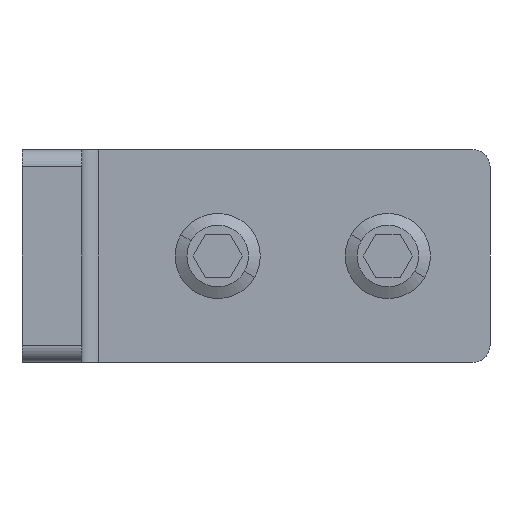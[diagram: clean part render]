
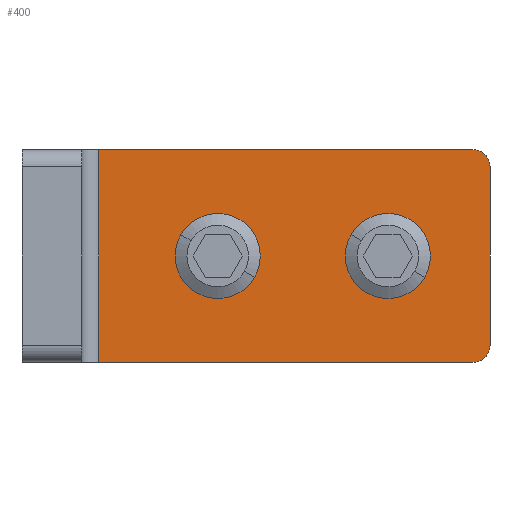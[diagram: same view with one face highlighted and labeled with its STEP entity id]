
A CAD part, left-side view. The second image highlights one B-rep face of the part: STEP entity #400.
In plain terms, the highlighted planar face has unit normal (-1, 0, 0).
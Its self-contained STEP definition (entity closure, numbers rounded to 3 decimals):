
#27 = ORIENTED_EDGE ( 'NONE', *, *, #2284, .F. ) ;
#71 = EDGE_LOOP ( 'NONE', ( #2378, #932 ) ) ;
#175 = CIRCLE ( 'NONE', #1953, 4.25 ) ;
#199 = VERTEX_POINT ( 'NONE', #2769 ) ;
#201 = EDGE_CURVE ( 'NONE', #2189, #199, #1658, .T. ) ;
#220 = DIRECTION ( 'NONE',  ( 0., -1., 0. ) ) ;
#319 = CARTESIAN_POINT ( 'NONE',  ( -40., 12., 12.5 ) ) ;
#399 = CARTESIAN_POINT ( 'NONE',  ( -40., 46., 0. ) ) ;
#400 = ADVANCED_FACE ( 'NONE', ( #1623, #2136, #1835 ), #1080, .F. ) ;
#409 = AXIS2_PLACEMENT_3D ( 'NONE', #2841, #2583, #864 ) ;
#414 = VECTOR ( 'NONE', #220, 1000. ) ;
#496 = VECTOR ( 'NONE', #1682, 1000. ) ;
#505 = CARTESIAN_POINT ( 'NONE',  ( -40., 2., 0. ) ) ;
#527 = EDGE_CURVE ( 'NONE', #1981, #1551, #1435, .T. ) ;
#593 = DIRECTION ( 'NONE',  ( -1., 0., 0. ) ) ;
#658 = AXIS2_PLACEMENT_3D ( 'NONE', #1878, #2886, #1634 ) ;
#676 = AXIS2_PLACEMENT_3D ( 'NONE', #812, #2289, #2238 ) ;
#681 = AXIS2_PLACEMENT_3D ( 'NONE', #1108, #593, #2102 ) ;
#692 = AXIS2_PLACEMENT_3D ( 'NONE', #2657, #1410, #3142 ) ;
#729 = CARTESIAN_POINT ( 'NONE',  ( -40., 0., 2. ) ) ;
#739 = CARTESIAN_POINT ( 'NONE',  ( -40., 0., 23. ) ) ;
#812 = CARTESIAN_POINT ( 'NONE',  ( -40., 2., 23. ) ) ;
#863 = EDGE_CURVE ( 'NONE', #2838, #1914, #2615, .T. ) ;
#864 = DIRECTION ( 'NONE',  ( 0., 1., 0. ) ) ;
#869 = DIRECTION ( 'NONE',  ( 0., 0., 1. ) ) ;
#907 = EDGE_LOOP ( 'NONE', ( #1196, #2300, #1360, #2639, #2686, #2902 ) ) ;
#908 = VECTOR ( 'NONE', #1716, 1000. ) ;
#932 = ORIENTED_EDGE ( 'NONE', *, *, #3095, .F. ) ;
#982 = LINE ( 'NONE', #3213, #496 ) ;
#1080 = PLANE ( 'NONE',  #409 ) ;
#1108 = CARTESIAN_POINT ( 'NONE',  ( -40., 12., 12.5 ) ) ;
#1162 = CARTESIAN_POINT ( 'NONE',  ( -40., 46., 0. ) ) ;
#1196 = ORIENTED_EDGE ( 'NONE', *, *, #1831, .F. ) ;
#1278 = EDGE_CURVE ( 'NONE', #1981, #199, #1779, .T. ) ;
#1312 = DIRECTION ( 'NONE',  ( 0., 0., 1. ) ) ;
#1360 = ORIENTED_EDGE ( 'NONE', *, *, #1278, .F. ) ;
#1410 = DIRECTION ( 'NONE',  ( -1., 0., 0. ) ) ;
#1435 = LINE ( 'NONE', #399, #1924 ) ;
#1551 = VERTEX_POINT ( 'NONE', #1162 ) ;
#1623 = FACE_BOUND ( 'NONE', #2713, .T. ) ;
#1629 = CARTESIAN_POINT ( 'NONE',  ( -40., 32., 12.5 ) ) ;
#1634 = DIRECTION ( 'NONE',  ( 0., 1., 0. ) ) ;
#1641 = CIRCLE ( 'NONE', #658, 2. ) ;
#1658 = CIRCLE ( 'NONE', #676, 2. ) ;
#1679 = EDGE_CURVE ( 'NONE', #2881, #2312, #2098, .T. ) ;
#1682 = DIRECTION ( 'NONE',  ( 0., -1., 0. ) ) ;
#1716 = DIRECTION ( 'NONE',  ( 0., 0., -1. ) ) ;
#1779 = LINE ( 'NONE', #1996, #414 ) ;
#1827 = DIRECTION ( 'NONE',  ( -1., 0., 0. ) ) ;
#1831 = EDGE_CURVE ( 'NONE', #2189, #2561, #3014, .T. ) ;
#1835 = FACE_OUTER_BOUND ( 'NONE', #907, .T. ) ;
#1878 = CARTESIAN_POINT ( 'NONE',  ( -40., 2., 2. ) ) ;
#1914 = VERTEX_POINT ( 'NONE', #3037 ) ;
#1924 = VECTOR ( 'NONE', #2476, 1000. ) ;
#1930 = AXIS2_PLACEMENT_3D ( 'NONE', #1629, #1827, #869 ) ;
#1953 = AXIS2_PLACEMENT_3D ( 'NONE', #319, #3222, #1312 ) ;
#1981 = VERTEX_POINT ( 'NONE', #2092 ) ;
#1996 = CARTESIAN_POINT ( 'NONE',  ( -40., 48., 25. ) ) ;
#2009 = CARTESIAN_POINT ( 'NONE',  ( -40., 0., 25. ) ) ;
#2092 = CARTESIAN_POINT ( 'NONE',  ( -40., 46., 25. ) ) ;
#2098 = CIRCLE ( 'NONE', #692, 4.25 ) ;
#2102 = DIRECTION ( 'NONE',  ( 0., 0., 1. ) ) ;
#2136 = FACE_BOUND ( 'NONE', #71, .T. ) ;
#2189 = VERTEX_POINT ( 'NONE', #739 ) ;
#2238 = DIRECTION ( 'NONE',  ( 0., 1., 0. ) ) ;
#2257 = CARTESIAN_POINT ( 'NONE',  ( -40., 32., 16.75 ) ) ;
#2284 = EDGE_CURVE ( 'NONE', #1914, #2838, #175, .T. ) ;
#2289 = DIRECTION ( 'NONE',  ( -1., 0., 0. ) ) ;
#2300 = ORIENTED_EDGE ( 'NONE', *, *, #201, .T. ) ;
#2312 = VERTEX_POINT ( 'NONE', #3207 ) ;
#2378 = ORIENTED_EDGE ( 'NONE', *, *, #1679, .F. ) ;
#2476 = DIRECTION ( 'NONE',  ( 0., 0., -1. ) ) ;
#2520 = EDGE_CURVE ( 'NONE', #2883, #2561, #1641, .T. ) ;
#2538 = EDGE_CURVE ( 'NONE', #1551, #2883, #982, .T. ) ;
#2548 = CARTESIAN_POINT ( 'NONE',  ( -40., 12., 8.25 ) ) ;
#2561 = VERTEX_POINT ( 'NONE', #729 ) ;
#2583 = DIRECTION ( 'NONE',  ( 1., 0., 0. ) ) ;
#2615 = CIRCLE ( 'NONE', #681, 4.25 ) ;
#2639 = ORIENTED_EDGE ( 'NONE', *, *, #527, .T. ) ;
#2657 = CARTESIAN_POINT ( 'NONE',  ( -40., 32., 12.5 ) ) ;
#2672 = CIRCLE ( 'NONE', #1930, 4.25 ) ;
#2686 = ORIENTED_EDGE ( 'NONE', *, *, #2538, .T. ) ;
#2703 = ORIENTED_EDGE ( 'NONE', *, *, #863, .F. ) ;
#2713 = EDGE_LOOP ( 'NONE', ( #27, #2703 ) ) ;
#2769 = CARTESIAN_POINT ( 'NONE',  ( -40., 2., 25. ) ) ;
#2838 = VERTEX_POINT ( 'NONE', #2548 ) ;
#2841 = CARTESIAN_POINT ( 'NONE',  ( -40., 48., 25. ) ) ;
#2881 = VERTEX_POINT ( 'NONE', #2257 ) ;
#2883 = VERTEX_POINT ( 'NONE', #505 ) ;
#2886 = DIRECTION ( 'NONE',  ( -1., 0., 0. ) ) ;
#2902 = ORIENTED_EDGE ( 'NONE', *, *, #2520, .T. ) ;
#3014 = LINE ( 'NONE', #2009, #908 ) ;
#3037 = CARTESIAN_POINT ( 'NONE',  ( -40., 12., 16.75 ) ) ;
#3095 = EDGE_CURVE ( 'NONE', #2312, #2881, #2672, .T. ) ;
#3142 = DIRECTION ( 'NONE',  ( 0., 0., 1. ) ) ;
#3207 = CARTESIAN_POINT ( 'NONE',  ( -40., 32., 8.25 ) ) ;
#3213 = CARTESIAN_POINT ( 'NONE',  ( -40., 48., 0. ) ) ;
#3222 = DIRECTION ( 'NONE',  ( -1., 0., 0. ) ) ;
